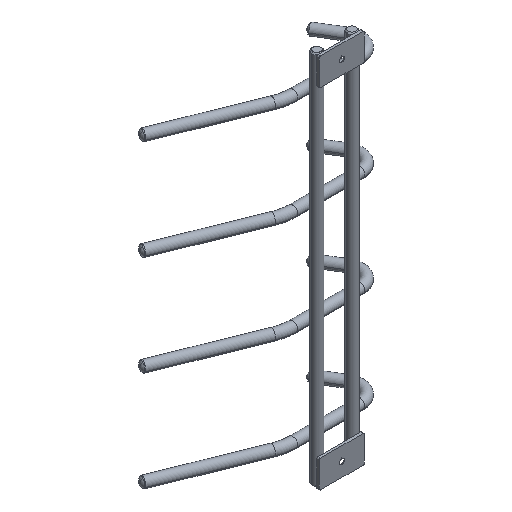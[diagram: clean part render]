
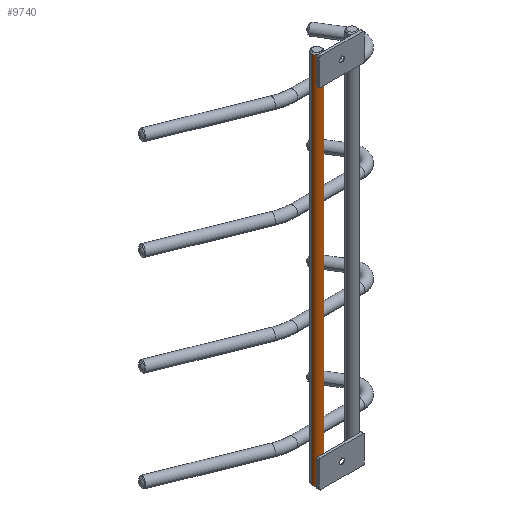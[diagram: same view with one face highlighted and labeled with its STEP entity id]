
A CAD part, isometric view. The second image highlights one B-rep face of the part: STEP entity #9740.
In plain terms, the highlighted cylindrical face has radius 4 mm (diameter 8 mm), a partial arc.
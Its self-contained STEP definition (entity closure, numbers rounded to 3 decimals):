
#8510=CARTESIAN_POINT('',(125.,-4.,-269.));
#8520=VERTEX_POINT('',#8510);
#8550=CARTESIAN_POINT('',(129.,-4.,-269.));
#8560=DIRECTION('',(0.,0.,1.));
#8570=DIRECTION('',(1.,0.,0.));
#8580=AXIS2_PLACEMENT_3D('',#8550,#8560,#8570);
#8590=CIRCLE('',#8580,4.);
#8600=CARTESIAN_POINT('',(133.,-4.,-269.));
#8610=VERTEX_POINT('',#8600);
#8620=EDGE_CURVE('',#8520,#8610,#8590,.T.);
#9170=CARTESIAN_POINT('',(133.,-4.,29.));
#9180=VERTEX_POINT('',#9170);
#9210=CARTESIAN_POINT('',(129.,-4.,29.));
#9220=DIRECTION('',(0.,0.,1.));
#9230=DIRECTION('',(1.,0.,0.));
#9240=AXIS2_PLACEMENT_3D('',#9210,#9220,#9230);
#9250=CIRCLE('',#9240,4.);
#9260=CARTESIAN_POINT('',(125.,-4.,29.));
#9270=VERTEX_POINT('',#9260);
#9280=EDGE_CURVE('',#9270,#9180,#9250,.T.);
#9530=CARTESIAN_POINT('',(129.,-4.,0.));
#9540=DIRECTION('',(0.,0.,1.));
#9550=DIRECTION('',(1.,0.,0.));
#9560=AXIS2_PLACEMENT_3D('',#9530,#9540,#9550);
#9570=CYLINDRICAL_SURFACE('',#9560,4.);
#9580=CARTESIAN_POINT('',(133.,-4.,0.));
#9590=DIRECTION('',(0.,0.,1.));
#9600=VECTOR('',#9590,1.);
#9610=LINE('',#9580,#9600);
#9620=EDGE_CURVE('',#8610,#9180,#9610,.T.);
#9630=ORIENTED_EDGE('',*,*,#9620,.T.);
#9640=ORIENTED_EDGE('',*,*,#8620,.T.);
#9650=CARTESIAN_POINT('',(125.,-4.,0.));
#9660=DIRECTION('',(0.,0.,1.));
#9670=VECTOR('',#9660,1.);
#9680=LINE('',#9650,#9670);
#9690=EDGE_CURVE('',#8520,#9270,#9680,.T.);
#9700=ORIENTED_EDGE('',*,*,#9690,.F.);
#9710=ORIENTED_EDGE('',*,*,#9280,.F.);
#9720=EDGE_LOOP('',(#9710,#9700,#9640,#9630));
#9730=FACE_OUTER_BOUND('',#9720,.T.);
#9740=ADVANCED_FACE('',(#9730),#9570,.T.);
